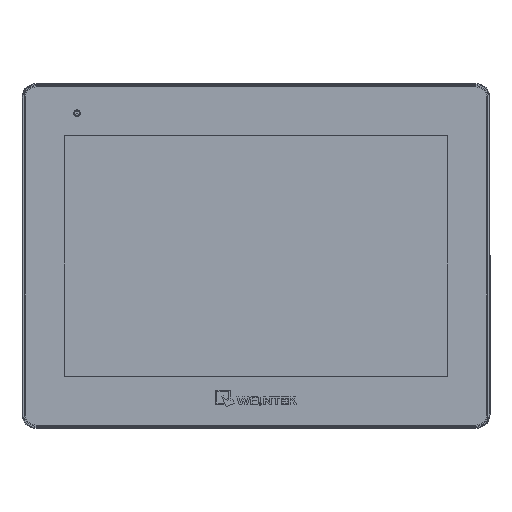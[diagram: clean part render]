
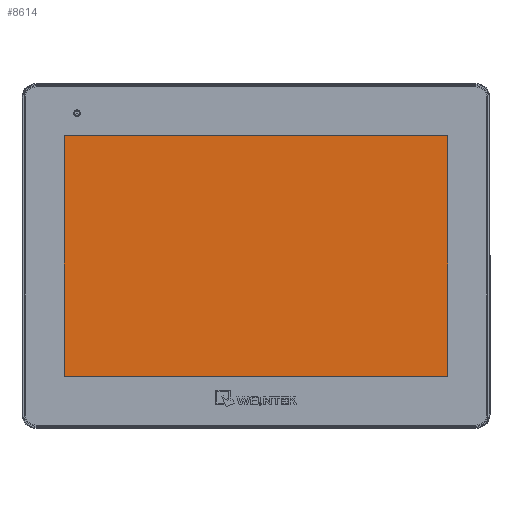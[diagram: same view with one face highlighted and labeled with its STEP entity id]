
A CAD part, top view. The second image highlights one B-rep face of the part: STEP entity #8614.
In plain terms, the highlighted planar face has unit normal (0, 0, 1).
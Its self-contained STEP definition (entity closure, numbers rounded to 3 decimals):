
#2846 = VERTEX_POINT ( 'NONE', #3409 ) ;
#3409 = CARTESIAN_POINT ( 'NONE',  ( 108.95, 68.3, 5.33 ) ) ;
#4729 = CARTESIAN_POINT ( 'NONE',  ( -109., 68.3, 5.33 ) ) ;
#8504 = CARTESIAN_POINT ( 'NONE',  ( 108.95, -68.3, 5.33 ) ) ;
#8614 = ADVANCED_FACE ( 'NONE', ( #66757 ), #60400, .T. ) ;
#17772 = ORIENTED_EDGE ( 'NONE', *, *, #76180, .T. ) ;
#19039 = DIRECTION ( 'NONE',  ( 1., 0., 0. ) ) ;
#20282 = CARTESIAN_POINT ( 'NONE',  ( -109., -68.3, 5.33 ) ) ;
#25072 = LINE ( 'NONE', #20282, #32726 ) ;
#25292 = VECTOR ( 'NONE', #76113, 1000. ) ;
#26673 = VECTOR ( 'NONE', #67296, 1000. ) ;
#31818 = EDGE_CURVE ( 'NONE', #75798, #38179, #34781, .T. ) ;
#32726 = VECTOR ( 'NONE', #19039, 1000. ) ;
#34781 = LINE ( 'NONE', #73731, #26673 ) ;
#36356 = DIRECTION ( 'NONE',  ( 0., 0., 1. ) ) ;
#37573 = LINE ( 'NONE', #77318, #55052 ) ;
#38179 = VERTEX_POINT ( 'NONE', #43538 ) ;
#40311 = VERTEX_POINT ( 'NONE', #8504 ) ;
#41912 = CARTESIAN_POINT ( 'NONE',  ( 0., 0., 5.33 ) ) ;
#42226 = ORIENTED_EDGE ( 'NONE', *, *, #73853, .T. ) ;
#43538 = CARTESIAN_POINT ( 'NONE',  ( -109., -68.3, 5.33 ) ) ;
#47048 = ORIENTED_EDGE ( 'NONE', *, *, #58973, .T. ) ;
#54039 = ORIENTED_EDGE ( 'NONE', *, *, #31818, .T. ) ;
#55052 = VECTOR ( 'NONE', #64531, 1000. ) ;
#57360 = CARTESIAN_POINT ( 'NONE',  ( 108.95, 68.3, 5.33 ) ) ;
#58973 = EDGE_CURVE ( 'NONE', #2846, #75798, #75268, .T. ) ;
#60400 = PLANE ( 'NONE',  #69437 ) ;
#64531 = DIRECTION ( 'NONE',  ( 0., 1., 0. ) ) ;
#66757 = FACE_OUTER_BOUND ( 'NONE', #69915, .T. ) ;
#67296 = DIRECTION ( 'NONE',  ( 0., -1., 0. ) ) ;
#69437 = AXIS2_PLACEMENT_3D ( 'NONE', #41912, #36356, #82512 ) ;
#69915 = EDGE_LOOP ( 'NONE', ( #42226, #47048, #54039, #17772 ) ) ;
#73731 = CARTESIAN_POINT ( 'NONE',  ( -109., 68.3, 5.33 ) ) ;
#73853 = EDGE_CURVE ( 'NONE', #40311, #2846, #37573, .T. ) ;
#75268 = LINE ( 'NONE', #57360, #25292 ) ;
#75798 = VERTEX_POINT ( 'NONE', #4729 ) ;
#76113 = DIRECTION ( 'NONE',  ( -1., 0., 0. ) ) ;
#76180 = EDGE_CURVE ( 'NONE', #38179, #40311, #25072, .T. ) ;
#77318 = CARTESIAN_POINT ( 'NONE',  ( 108.95, -68.3, 5.33 ) ) ;
#82512 = DIRECTION ( 'NONE',  ( 1., 0., 0. ) ) ;
